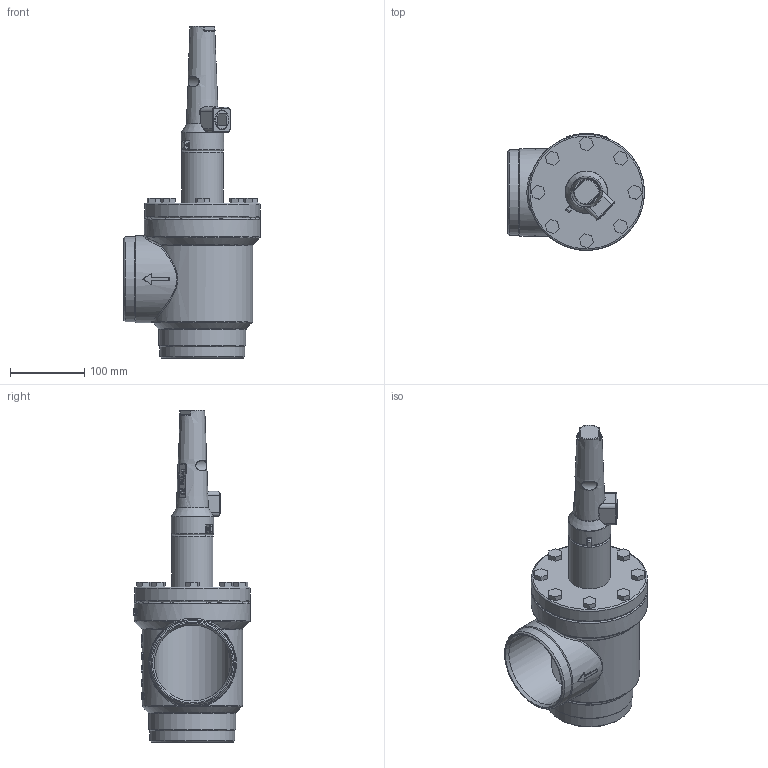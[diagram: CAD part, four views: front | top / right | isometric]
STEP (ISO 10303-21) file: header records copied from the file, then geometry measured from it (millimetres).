
FILE_DESCRIPTION(('TFLEX Exchange Step'),'2;1');
FILE_NAME('148B2100R.stp', '2024-09-12T16:11:18+03:00',('RUCO3378'),('Unknown organisation'),'TFLEX Exchange 2024.4','T-FLEX CAD','Unknown authorisation');
FILE_SCHEMA( ('AP203_CONFIGURATION_CONTROLLED_3D_DESIGN_OF_MECHANICAL_PARTS_AND_ASSEMBLIES_MIM_LF') );
Length unit declared in the file: millimetre
Products named in the file (1): Body_Ang_100
Bounding box: 184 x 157 x 446 mm (x, y, z)
Volume: 1761157.7 mm3; surface area: 282958.6 mm2
Topology: 1 solids, 18 shells, 1046 faces, 2750 edges, 1809 vertices
Faces by surface type: bspline 458, plane 379, cylinder 137, torus 51, cone 15, sphere 6
Full cylindrical faces by diameter (mm): 4 x1, 10 x8, 12 x16, 45.4 x1, 56 x1, 57 x1, 102.3 x2, 114.3 x2, 117 x2, 155.8 x1, 156 x1
Entity records: 53492 total; most frequent: CARTESIAN_POINT 30878, ORIENTED_EDGE 5484, DIRECTION 3129, EDGE_CURVE 2742, VERTEX_POINT 1809, B_SPLINE_CURVE_WITH_KNOTS 1342, EDGE_LOOP 1143, FACE_BOUND 1143
